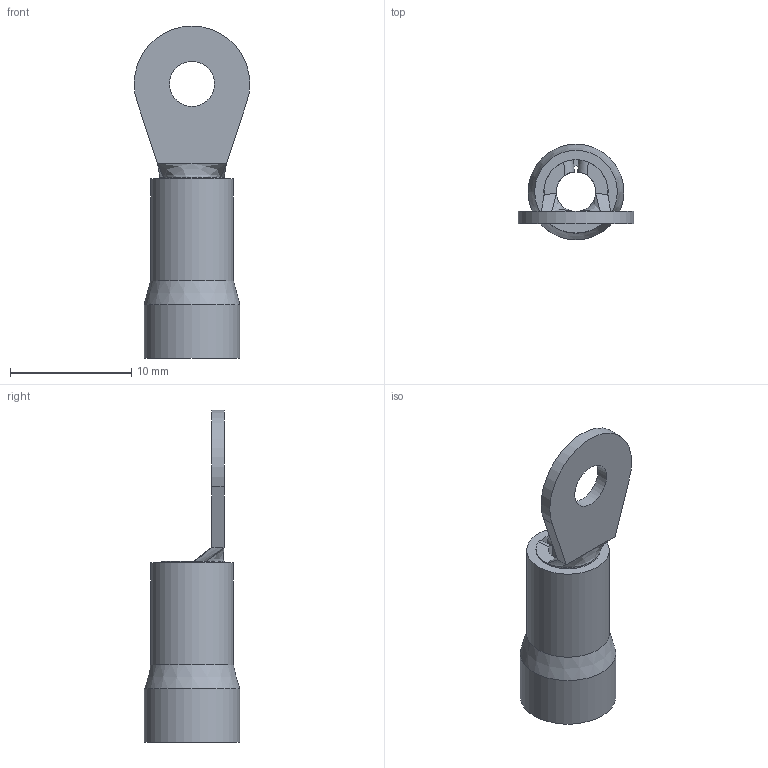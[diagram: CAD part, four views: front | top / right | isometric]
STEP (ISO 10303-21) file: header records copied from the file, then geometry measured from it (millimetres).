
FILE_DESCRIPTION(/* description */ ('Ring Terminal #6 Stud, 12 - 10 AWG'),/* implementation_level */ '2;1');
FILE_NAME(/* name */ 'ELEC_Terminal_MNG10-6RK.ipt.step',/* time_stamp */ '2014-01-07T11:04:04-08:00',/* author */ ('Autodesk Inc.'),/* organization */ ('Autodesk Inc.'),/* preprocessor_version */ 'ST-DEVELOPER v15.2',/* originating_system */ 'Autodesk Inventor 2014',/* authorisation */ '');
FILE_SCHEMA (('AUTOMOTIVE_DESIGN { 1 0 10303 214 3 1 1 }'));
Length unit declared in the file: inch
Products named in the file (1): ELEC_Terminal_MNG10-6RK
Bounding box: 9.52 x 7.87 x 27.33 mm (x, y, z)
Volume: 425.6 mm3; surface area: 822.5 mm2
Topology: 1 solids, 1 shells, 32 faces, 83 edges, 53 vertices
Faces by surface type: cylinder 12, plane 10, bspline 8, cone 2
Full cylindrical faces by diameter (mm): 3.708 x1, 6.35 x1, 6.807 x1, 7.874 x1
Entity records: 1262 total; most frequent: CARTESIAN_POINT 460, ORIENTED_EDGE 152, DIRECTION 138, EDGE_CURVE 76, VERTEX_POINT 52, AXIS2_PLACEMENT_3D 51, EDGE_LOOP 42, LINE 36
